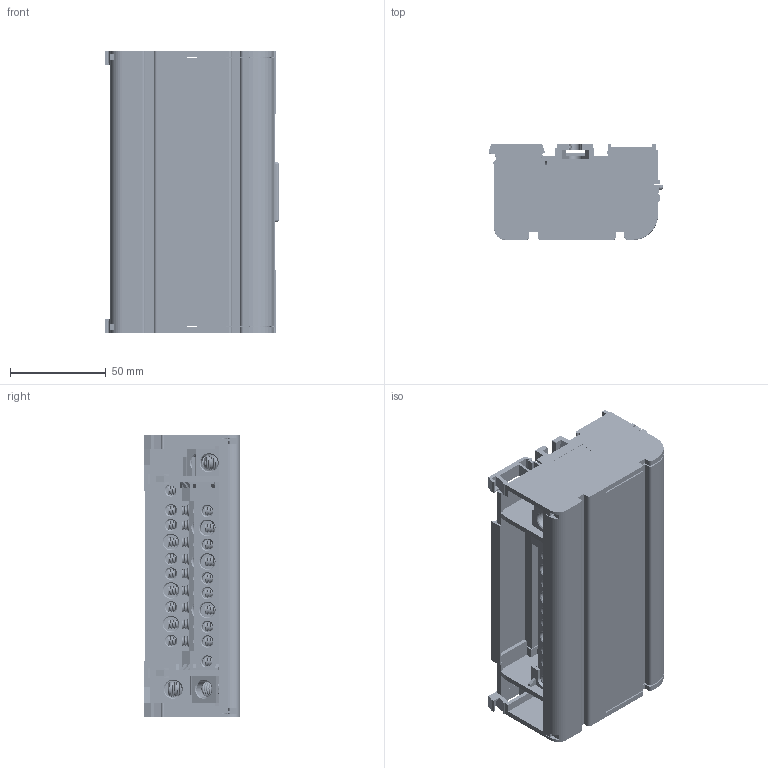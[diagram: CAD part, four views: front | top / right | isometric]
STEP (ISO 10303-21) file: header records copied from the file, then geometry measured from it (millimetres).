
FILE_DESCRIPTION(/* description */ (''),/* implementation_level */ '2;1');
FILE_NAME(/* name */ '3d_ACB4P125D11.stp',/* time_stamp */ '2023-10-31T17:25:57+01:00',/* author */ ('FUMAGALLI'),/* organization */ (''),/* preprocessor_version */ 'ST-DEVELOPER v16.1',/* originating_system */ 'Autodesk Inventor 2016',/* authorisation */ '');
FILE_SCHEMA (('AUTOMOTIVE_DESIGN { 1 0 10303 214 3 1 1 }'));
Products named in the file (1): 3d_ACB4P125D11
Bounding box: 91.01 x 50 x 147 mm (x, y, z)
Volume: 160365.2 mm3; surface area: 179278.2 mm2
Topology: 66 solids, 66 shells, 2585 faces, 7249 edges, 4794 vertices
Faces by surface type: plane 1888, cylinder 405, bspline 130, cone 116, torus 44, sphere 2
Full cylindrical faces by diameter (mm): 4.3 x44, 5.5 x28, 6 x4, 6.5 x40, 7.7 x12, 8 x4, 9 x4
Entity records: 252249 total; most frequent: CARTESIAN_POINT 187589, ORIENTED_EDGE 13486, DIRECTION 11983, EDGE_CURVE 6743, LINE 5031, VECTOR 5031, VERTEX_POINT 4582, AXIS2_PLACEMENT_3D 3476
